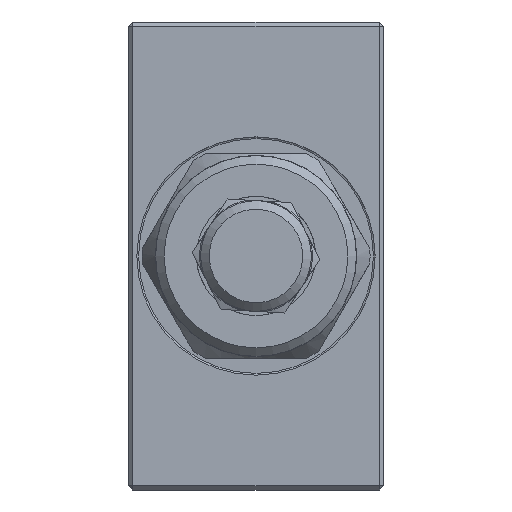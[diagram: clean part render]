
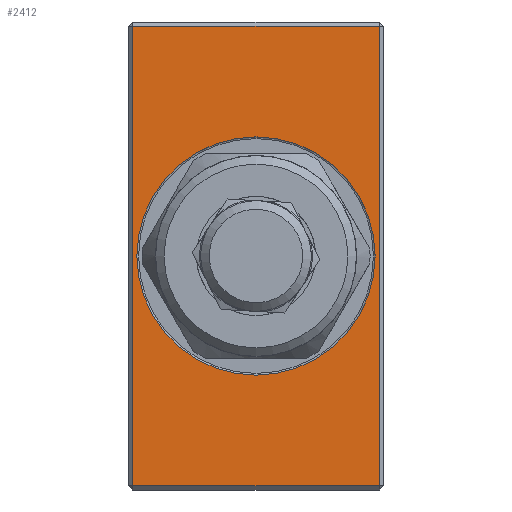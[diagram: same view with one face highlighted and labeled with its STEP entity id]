
A CAD part, left-side view. The second image highlights one B-rep face of the part: STEP entity #2412.
In plain terms, the highlighted planar face has unit normal (-1, 0, 0).
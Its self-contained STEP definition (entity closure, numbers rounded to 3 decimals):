
#167=LINE('',#3210,#239);
#168=LINE('',#3213,#240);
#169=LINE('',#3215,#241);
#170=LINE('',#3217,#242);
#239=VECTOR('',#2758,1000.);
#240=VECTOR('',#2759,1000.);
#241=VECTOR('',#2760,1000.);
#242=VECTOR('',#2761,1000.);
#320=ORIENTED_EDGE('',*,*,#750,.T.);
#321=ORIENTED_EDGE('',*,*,#751,.T.);
#322=ORIENTED_EDGE('',*,*,#752,.T.);
#323=ORIENTED_EDGE('',*,*,#753,.T.);
#324=ORIENTED_EDGE('',*,*,#754,.T.);
#750=EDGE_CURVE('',#965,#966,#167,.T.);
#751=EDGE_CURVE('',#966,#967,#168,.T.);
#752=EDGE_CURVE('',#967,#968,#169,.T.);
#753=EDGE_CURVE('',#968,#965,#170,.T.);
#754=EDGE_CURVE('',#969,#969,#1098,.T.);
#965=VERTEX_POINT('',#3211);
#966=VERTEX_POINT('',#3212);
#967=VERTEX_POINT('',#3214);
#968=VERTEX_POINT('',#3216);
#969=VERTEX_POINT('',#3219);
#1098=CIRCLE('',#2548,14.);
#1171=EDGE_LOOP('',(#320,#321,#322,#323));
#1172=EDGE_LOOP('',(#324));
#1343=FACE_BOUND('',#1171,.T.);
#1344=FACE_BOUND('',#1172,.T.);
#1512=PLANE('',#2547);
#2412=ADVANCED_FACE('',(#1343,#1344),#1512,.F.);
#2547=AXIS2_PLACEMENT_3D('',#3209,#2756,#2757);
#2548=AXIS2_PLACEMENT_3D('',#3218,#2762,#2763);
#2756=DIRECTION('',(1.,0.,0.));
#2757=DIRECTION('',(0.,0.,-1.));
#2758=DIRECTION('',(0.,0.,-1.));
#2759=DIRECTION('',(0.,-1.,0.));
#2760=DIRECTION('',(0.,0.,1.));
#2761=DIRECTION('',(0.,1.,0.));
#2762=DIRECTION('',(1.,0.,0.));
#2763=DIRECTION('',(0.,0.,1.));
#3209=CARTESIAN_POINT('',(-38.,-15.,30.));
#3210=CARTESIAN_POINT('',(-38.,14.5,30.));
#3211=CARTESIAN_POINT('',(-38.,14.5,27.));
#3212=CARTESIAN_POINT('',(-38.,14.5,-27.));
#3213=CARTESIAN_POINT('',(-38.,-15.,-27.));
#3214=CARTESIAN_POINT('',(-38.,-14.5,-27.));
#3215=CARTESIAN_POINT('',(-38.,-14.5,27.5));
#3216=CARTESIAN_POINT('',(-38.,-14.5,27.));
#3217=CARTESIAN_POINT('',(-38.,-15.,27.));
#3218=CARTESIAN_POINT('',(-38.,0.,0.));
#3219=CARTESIAN_POINT('',(-38.,0.,14.));
